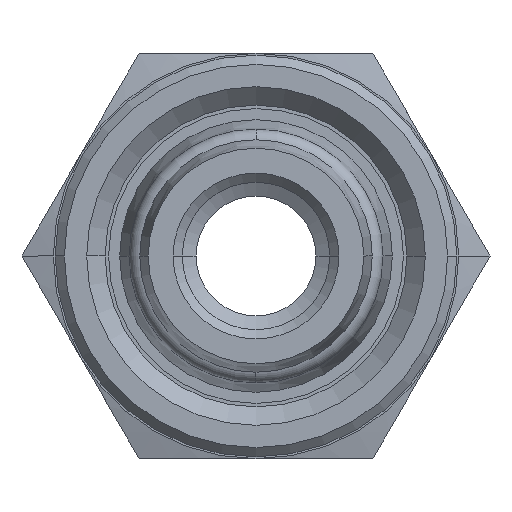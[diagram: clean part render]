
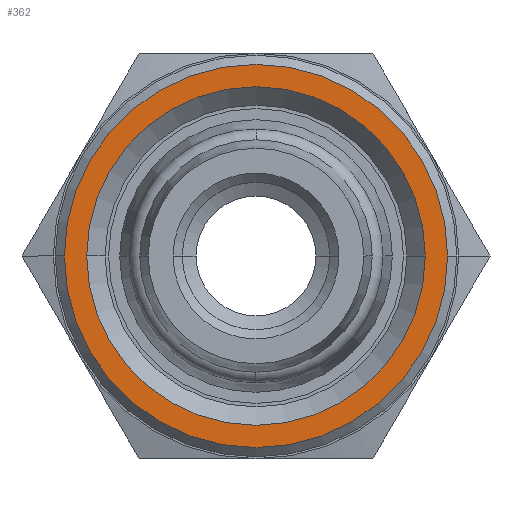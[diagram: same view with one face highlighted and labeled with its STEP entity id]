
A CAD part, left-side view. The second image highlights one B-rep face of the part: STEP entity #362.
In plain terms, the highlighted planar face has unit normal (-1, 0, 0).
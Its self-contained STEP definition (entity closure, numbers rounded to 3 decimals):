
#362 = ADVANCED_FACE( '', ( #771, #772 ), #773, .T. );
#771 = FACE_BOUND( '', #1187, .T. );
#772 = FACE_OUTER_BOUND( '', #1188, .T. );
#773 = PLANE( '', #1189 );
#1187 = EDGE_LOOP( '', ( #2653, #2654 ) );
#1188 = EDGE_LOOP( '', ( #2655, #2656 ) );
#1189 = AXIS2_PLACEMENT_3D( '', #2657, #2658, #2659 );
#2653 = ORIENTED_EDGE( '', *, *, #2995, .T. );
#2654 = ORIENTED_EDGE( '', *, *, #3148, .T. );
#2655 = ORIENTED_EDGE( '', *, *, #2983, .F. );
#2656 = ORIENTED_EDGE( '', *, *, #3153, .F. );
#2657 = CARTESIAN_POINT( '', ( -16.9, -5.2, 0. ) );
#2658 = DIRECTION( '', ( -1., 0., 0. ) );
#2659 = DIRECTION( '', ( 0., 1., 0. ) );
#2983 = EDGE_CURVE( '', #3614, #3616, #3617, .T. );
#2995 = EDGE_CURVE( '', #3635, #3637, #3639, .T. );
#3148 = EDGE_CURVE( '', #3637, #3635, #3888, .T. );
#3153 = EDGE_CURVE( '', #3616, #3614, #3893, .T. );
#3614 = VERTEX_POINT( '', #4706 );
#3616 = VERTEX_POINT( '', #4709 );
#3617 = CIRCLE( '', #4710, 10.4 );
#3635 = VERTEX_POINT( '', #4733 );
#3637 = VERTEX_POINT( '', #4736 );
#3639 = CIRCLE( '', #4739, 9.188 );
#3888 = CIRCLE( '', #5300, 9.188 );
#3893 = CIRCLE( '', #5305, 10.4 );
#4706 = CARTESIAN_POINT( '', ( -16.9, -10.4, 0. ) );
#4709 = CARTESIAN_POINT( '', ( -16.9, 10.4, 0. ) );
#4710 = AXIS2_PLACEMENT_3D( '', #5811, #5812, #5813 );
#4733 = CARTESIAN_POINT( '', ( -16.9, -9.188, 0. ) );
#4736 = CARTESIAN_POINT( '', ( -16.9, 9.188, 0. ) );
#4739 = AXIS2_PLACEMENT_3D( '', #5833, #5834, #5835 );
#5300 = AXIS2_PLACEMENT_3D( '', #6028, #6029, #6030 );
#5305 = AXIS2_PLACEMENT_3D( '', #6043, #6044, #6045 );
#5811 = CARTESIAN_POINT( '', ( -16.9, 0., 0. ) );
#5812 = DIRECTION( '', ( 1., 0., 0. ) );
#5813 = DIRECTION( '', ( 0., -1., 0. ) );
#5833 = CARTESIAN_POINT( '', ( -16.9, 0., 0. ) );
#5834 = DIRECTION( '', ( 1., 0., 0. ) );
#5835 = DIRECTION( '', ( 0., -1., 0. ) );
#6028 = CARTESIAN_POINT( '', ( -16.9, 0., 0. ) );
#6029 = DIRECTION( '', ( 1., 0., 0. ) );
#6030 = DIRECTION( '', ( 0., -1., 0. ) );
#6043 = CARTESIAN_POINT( '', ( -16.9, 0., 0. ) );
#6044 = DIRECTION( '', ( 1., 0., 0. ) );
#6045 = DIRECTION( '', ( 0., -1., 0. ) );
